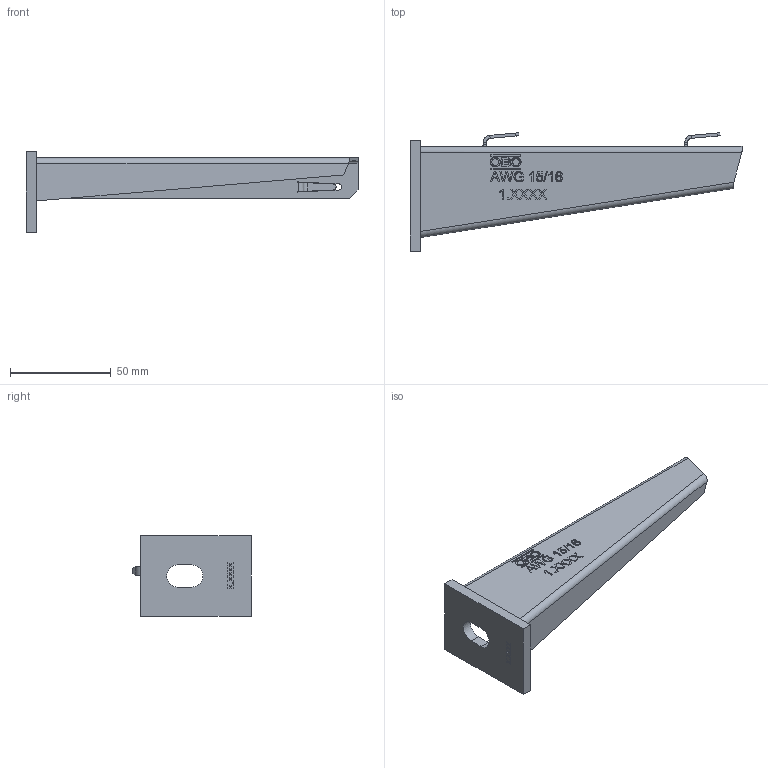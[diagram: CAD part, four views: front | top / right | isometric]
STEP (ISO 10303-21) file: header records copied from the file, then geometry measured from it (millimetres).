
FILE_DESCRIPTION((''),'2;1');
FILE_NAME('6420607_ASM','2013-12-06T',('AndreasKeweloh'),(''),'PRO/ENGINEER BY PARAMETRIC TECHNOLOGY CORPORATION, 2012360','PRO/ENGINEER BY PARAMETRIC TECHNOLOGY CORPORATION, 2012360','');
FILE_SCHEMA(('CONFIG_CONTROL_DESIGN'));
Length unit declared in the file: millimetre
Products named in the file (3): KTS_6420607; KTS_6420607_1; 6420607_ASM
Assembly tree (2 placements, depth 2):
  6420607_ASM
    KTS_6420607
    KTS_6420607_1
Bounding box: 165 x 58.84 x 40 mm (x, y, z)
Volume: 24995.9 mm3; surface area: 26212.5 mm2
Topology: 2 solids, 2 shells, 406 faces, 1067 edges, 696 vertices
Faces by surface type: plane 286, extrusion 67, cylinder 42, bspline 11
Entity records: 14785 total; most frequent: CARTESIAN_POINT 4975, ORIENTED_EDGE 2134, DIRECTION 1701, EDGE_CURVE 1067, VECTOR 899, LINE 832, VERTEX_POINT 696, EDGE_LOOP 443
